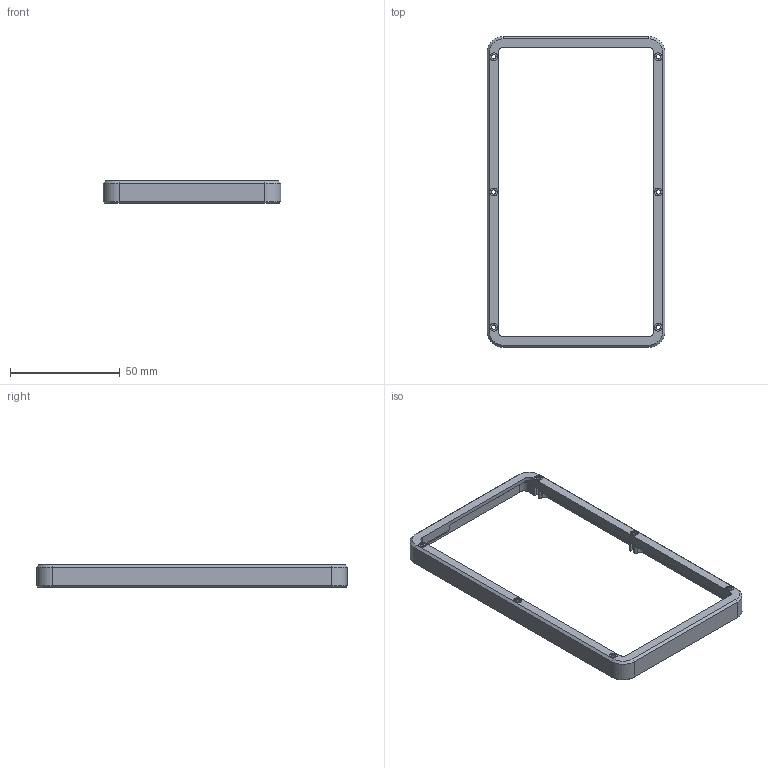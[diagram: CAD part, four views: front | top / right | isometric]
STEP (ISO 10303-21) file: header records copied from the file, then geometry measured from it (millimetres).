
FILE_DESCRIPTION(/* description */ (''),/* implementation_level */ '2;1');
FILE_NAME(/* name */ 'tmp1',/* time_stamp */ '2024-09-01T14:54:55+09:00',/* author */ (''),/* organization */ (''),/* preprocessor_version */ 'ST-DEVELOPER v19.2',/* originating_system */ 'Rhino 8.10',/* authorisation */ '');
FILE_SCHEMA (('CONFIG_CONTROL_DESIGN'));
Length unit declared in the file: millimetre
Products named in the file (1): Document
Bounding box: 81 x 141.75 x 10.11 mm (x, y, z)
Volume: 12833.7 mm3; surface area: 12625.7 mm2
Topology: 1 solids, 1 shells, 195 faces, 519 edges, 329 vertices
Faces by surface type: plane 96, cylinder 82, bspline 17
Entity records: 6359 total; most frequent: CARTESIAN_POINT 1990, ORIENTED_EDGE 1046, DIRECTION 544, EDGE_CURVE 523, AXIS2_PLACEMENT_3D 361, VERTEX_POINT 333, B_SPLINE_CURVE_WITH_KNOTS 308, EDGE_LOOP 216
